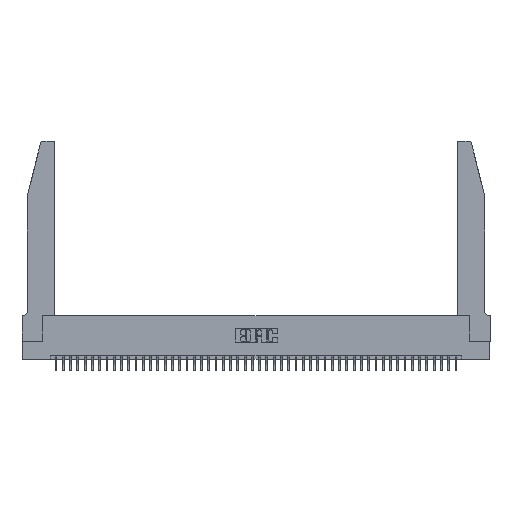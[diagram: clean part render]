
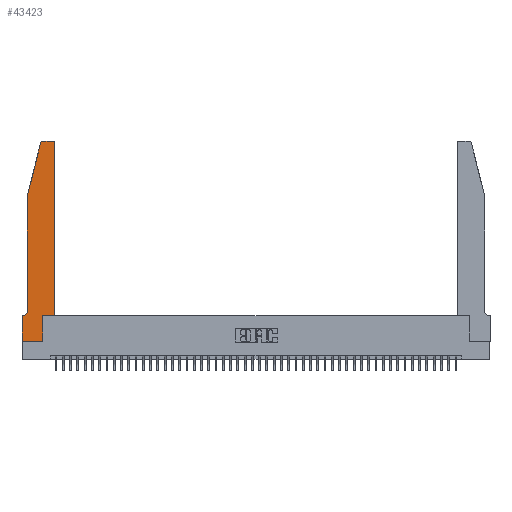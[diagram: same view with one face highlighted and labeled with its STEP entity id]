
A CAD part, top view. The second image highlights one B-rep face of the part: STEP entity #43423.
In plain terms, the highlighted planar face has unit normal (0, 0, 1).
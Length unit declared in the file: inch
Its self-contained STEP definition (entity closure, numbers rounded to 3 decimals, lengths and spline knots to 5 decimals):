
#849 = DIRECTION ( 'NONE',  ( 1., 0., 0. ) ) ;
#1238 = CIRCLE ( 'NONE', #24729, 0.07 ) ;
#2370 = CARTESIAN_POINT ( 'NONE',  ( 0.25487, 2.72718, 0.37 ) ) ;
#2556 = VERTEX_POINT ( 'NONE', #13698 ) ;
#3900 = ORIENTED_EDGE ( 'NONE', *, *, #15799, .T. ) ;
#3978 = VECTOR ( 'NONE', #19801, 39.37008 ) ;
#3983 = DIRECTION ( 'NONE',  ( 0., 0., 1. ) ) ;
#4056 = CIRCLE ( 'NONE', #17592, 0.03 ) ;
#4561 = EDGE_CURVE ( 'NONE', #41096, #17880, #41757, .T. ) ;
#4984 = VECTOR ( 'NONE', #7225, 39.37008 ) ;
#5341 = VECTOR ( 'NONE', #33049, 39.37008 ) ;
#5468 = VECTOR ( 'NONE', #24460, 39.37008 ) ;
#5849 = ORIENTED_EDGE ( 'NONE', *, *, #8587, .T. ) ;
#6326 = EDGE_CURVE ( 'NONE', #17880, #2556, #18180, .T. ) ;
#6569 = ORIENTED_EDGE ( 'NONE', *, *, #39379, .T. ) ;
#7010 = VERTEX_POINT ( 'NONE', #16034 ) ;
#7225 = DIRECTION ( 'NONE',  ( 0., -1., 0. ) ) ;
#7260 = CARTESIAN_POINT ( 'NONE',  ( 0.4205, 2.72, 0.37 ) ) ;
#8262 = DIRECTION ( 'NONE',  ( 0., 1., 0. ) ) ;
#8464 = DIRECTION ( 'NONE',  ( 1., 0., 0. ) ) ;
#8488 = EDGE_CURVE ( 'NONE', #25263, #36165, #34364, .T. ) ;
#8587 = EDGE_CURVE ( 'NONE', #39621, #41735, #46701, .T. ) ;
#9900 = CARTESIAN_POINT ( 'NONE',  ( 0.0755, 2., 0.37 ) ) ;
#10334 = ORIENTED_EDGE ( 'NONE', *, *, #8488, .T. ) ;
#10950 = DIRECTION ( 'NONE',  ( 1., 0., 0. ) ) ;
#11686 = CARTESIAN_POINT ( 'NONE',  ( 0.284, 2.75, 0.37 ) ) ;
#13092 = AXIS2_PLACEMENT_3D ( 'NONE', #44401, #22886, #849 ) ;
#13698 = CARTESIAN_POINT ( 'NONE',  ( 0.2865, 0.35, 0.37 ) ) ;
#13906 = CARTESIAN_POINT ( 'NONE',  ( 0., 0.35, 0.37 ) ) ;
#14115 = EDGE_CURVE ( 'NONE', #41735, #22598, #22924, .T. ) ;
#14163 = DIRECTION ( 'NONE',  ( 1., 0., 0. ) ) ;
#14891 = AXIS2_PLACEMENT_3D ( 'NONE', #7260, #32699, #10950 ) ;
#15202 = LINE ( 'NONE', #9900, #5468 ) ;
#15456 = CARTESIAN_POINT ( 'NONE',  ( 0.4505, 0.35, 0.37 ) ) ;
#15799 = EDGE_CURVE ( 'NONE', #7010, #35325, #33536, .T. ) ;
#16034 = CARTESIAN_POINT ( 'NONE',  ( 0.0055, 0.35, 0.37 ) ) ;
#16135 = DIRECTION ( 'NONE',  ( 0., 0., -1. ) ) ;
#17074 = CARTESIAN_POINT ( 'NONE',  ( 0.4505, 0.35, 0.37 ) ) ;
#17366 = CARTESIAN_POINT ( 'NONE',  ( 0.0755, 0.35, 0.37 ) ) ;
#17469 = EDGE_CURVE ( 'NONE', #45779, #25263, #15202, .T. ) ;
#17592 = AXIS2_PLACEMENT_3D ( 'NONE', #25916, #3983, #29518 ) ;
#17880 = VERTEX_POINT ( 'NONE', #37898 ) ;
#18180 = LINE ( 'NONE', #41188, #46926 ) ;
#19136 = CARTESIAN_POINT ( 'NONE',  ( 0.0755, 0.42, 0.37 ) ) ;
#19801 = DIRECTION ( 'NONE',  ( -1., 0., 0. ) ) ;
#20861 = ORIENTED_EDGE ( 'NONE', *, *, #14115, .T. ) ;
#21053 = DIRECTION ( 'NONE',  ( -1., 0., 0. ) ) ;
#21546 = EDGE_LOOP ( 'NONE', ( #43073, #28450, #35139, #10334, #43119, #3900, #29026, #23935, #26522, #6569, #5849, #20861 ) ) ;
#22598 = VERTEX_POINT ( 'NONE', #34017 ) ;
#22886 = DIRECTION ( 'NONE',  ( 0., 0., 1. ) ) ;
#22924 = CIRCLE ( 'NONE', #14891, 0.03 ) ;
#23935 = ORIENTED_EDGE ( 'NONE', *, *, #4561, .T. ) ;
#24460 = DIRECTION ( 'NONE',  ( -0.239, -0.971, 0. ) ) ;
#24511 = CARTESIAN_POINT ( 'NONE',  ( 0., 0., 0.37 ) ) ;
#24729 = AXIS2_PLACEMENT_3D ( 'NONE', #37759, #16135, #41384 ) ;
#25263 = VERTEX_POINT ( 'NONE', #41685 ) ;
#25916 = CARTESIAN_POINT ( 'NONE',  ( 0.284, 2.72, 0.37 ) ) ;
#26108 = EDGE_CURVE ( 'NONE', #36165, #7010, #1238, .T. ) ;
#26522 = ORIENTED_EDGE ( 'NONE', *, *, #6326, .T. ) ;
#26657 = CARTESIAN_POINT ( 'NONE',  ( 0.4505, 0.35, 0.37 ) ) ;
#27240 = EDGE_CURVE ( 'NONE', #41448, #45779, #4056, .T. ) ;
#27751 = CARTESIAN_POINT ( 'NONE',  ( 0.4505, 2.72, 0.37 ) ) ;
#28450 = ORIENTED_EDGE ( 'NONE', *, *, #27240, .T. ) ;
#29026 = ORIENTED_EDGE ( 'NONE', *, *, #33747, .T. ) ;
#29518 = DIRECTION ( 'NONE',  ( 1., 0., 0. ) ) ;
#32699 = DIRECTION ( 'NONE',  ( 0., 0., 1. ) ) ;
#33049 = DIRECTION ( 'NONE',  ( 0., -1., 0. ) ) ;
#33309 = VECTOR ( 'NONE', #8464, 39.37008 ) ;
#33536 = LINE ( 'NONE', #17366, #41964 ) ;
#33747 = EDGE_CURVE ( 'NONE', #35325, #41096, #43567, .T. ) ;
#33983 = DIRECTION ( 'NONE',  ( 0., 1., 0. ) ) ;
#34017 = CARTESIAN_POINT ( 'NONE',  ( 0.4205, 2.75, 0.37 ) ) ;
#34364 = LINE ( 'NONE', #43726, #5341 ) ;
#34440 = LINE ( 'NONE', #26657, #33309 ) ;
#34452 = VECTOR ( 'NONE', #14163, 39.37008 ) ;
#35139 = ORIENTED_EDGE ( 'NONE', *, *, #17469, .T. ) ;
#35325 = VERTEX_POINT ( 'NONE', #13906 ) ;
#36165 = VERTEX_POINT ( 'NONE', #19136 ) ;
#36259 = CARTESIAN_POINT ( 'NONE',  ( 0., 0., 0.37 ) ) ;
#37124 = VECTOR ( 'NONE', #8262, 39.37008 ) ;
#37155 = PLANE ( 'NONE',  #13092 ) ;
#37392 = FACE_OUTER_BOUND ( 'NONE', #21546, .T. ) ;
#37759 = CARTESIAN_POINT ( 'NONE',  ( 0.0055, 0.42, 0.37 ) ) ;
#37898 = CARTESIAN_POINT ( 'NONE',  ( 0.2865, 0., 0.37 ) ) ;
#39379 = EDGE_CURVE ( 'NONE', #2556, #39621, #34440, .T. ) ;
#39621 = VERTEX_POINT ( 'NONE', #17074 ) ;
#41096 = VERTEX_POINT ( 'NONE', #24511 ) ;
#41188 = CARTESIAN_POINT ( 'NONE',  ( 0.2865, 0.35, 0.37 ) ) ;
#41359 = CARTESIAN_POINT ( 'NONE',  ( 0.2605, 2.75, 0.37 ) ) ;
#41384 = DIRECTION ( 'NONE',  ( -1., 0., 0. ) ) ;
#41448 = VERTEX_POINT ( 'NONE', #11686 ) ;
#41685 = CARTESIAN_POINT ( 'NONE',  ( 0.0755, 2., 0.37 ) ) ;
#41735 = VERTEX_POINT ( 'NONE', #27751 ) ;
#41757 = LINE ( 'NONE', #46404, #34452 ) ;
#41964 = VECTOR ( 'NONE', #21053, 39.37008 ) ;
#42137 = EDGE_CURVE ( 'NONE', #22598, #41448, #43721, .T. ) ;
#43073 = ORIENTED_EDGE ( 'NONE', *, *, #42137, .T. ) ;
#43119 = ORIENTED_EDGE ( 'NONE', *, *, #26108, .T. ) ;
#43423 = ADVANCED_FACE ( 'NONE', ( #37392 ), #37155, .T. ) ;
#43567 = LINE ( 'NONE', #36259, #4984 ) ;
#43721 = LINE ( 'NONE', #41359, #3978 ) ;
#43726 = CARTESIAN_POINT ( 'NONE',  ( 0.0755, 2., 0.37 ) ) ;
#44401 = CARTESIAN_POINT ( 'NONE',  ( 0., 0.35, 0.37 ) ) ;
#45779 = VERTEX_POINT ( 'NONE', #2370 ) ;
#46404 = CARTESIAN_POINT ( 'NONE',  ( 0., 0., 0.37 ) ) ;
#46701 = LINE ( 'NONE', #15456, #37124 ) ;
#46926 = VECTOR ( 'NONE', #33983, 39.37008 ) ;
